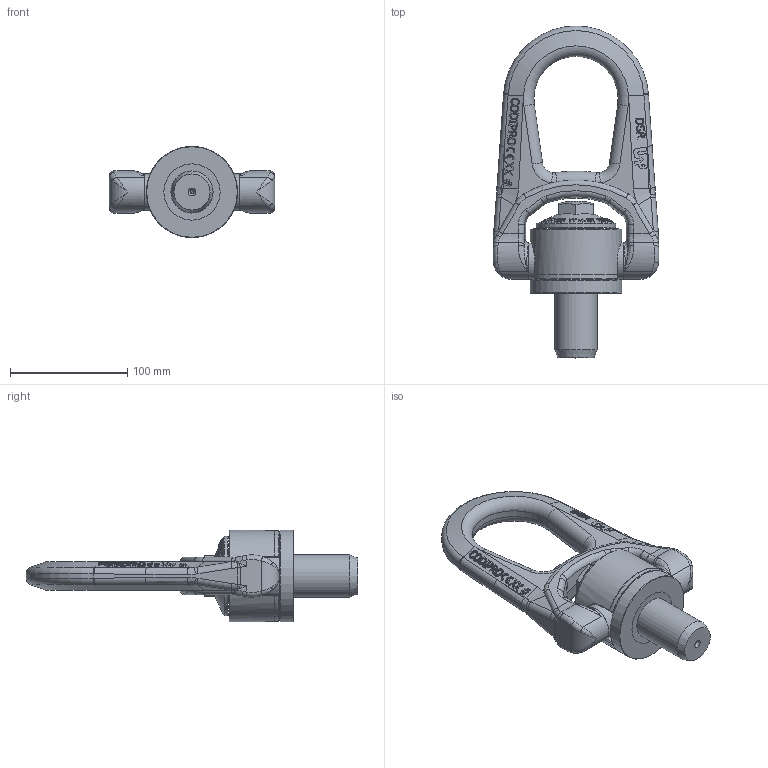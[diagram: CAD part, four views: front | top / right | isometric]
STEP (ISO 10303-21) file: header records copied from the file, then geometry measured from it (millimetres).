
FILE_DESCRIPTION(/* description */ (''),/* implementation_level */ '2;1');
FILE_NAME(/* name */ 'DSR M36 UP.stp',/* time_stamp */ '2017-09-06T13:31:14+02:00',/* author */ ('rklenes'),/* organization */ (''),/* preprocessor_version */ 'ST-DEVELOPER v16.5',/* originating_system */ 'Autodesk Inventor 2017',/* authorisation */ '');
FILE_SCHEMA (('AUTOMOTIVE_DESIGN { 1 0 10303 214 3 1 1 }'));
Length unit declared in the file: millimetre
Products named in the file (5): DSR M36; DRB_B3B; DRE_D4M36A_UP; DRA_M36X110_UP; DRM_AF4B
Assembly tree (4 placements, depth 2):
  DSR M36
    DRB_B3B
    DRE_D4M36A_UP
    DRA_M36X110_UP
    DRM_AF4B
Bounding box: 141.43 x 283.7 x 78 mm (x, y, z)
Volume: 692360.1 mm3; surface area: 122160.7 mm2
Topology: 4 solids, 4 shells, 836 faces, 2180 edges, 1389 vertices
Faces by surface type: plane 369, bspline 276, cylinder 89, cone 59, torus 42, sphere 1
Full cylindrical faces by diameter (mm): 3.15 x1, 30.8 x2, 36 x4, 36.2 x1, 45.6 x2, 46 x2, 62 x1, 68 x1, 78 x2
Entity records: 30478 total; most frequent: CARTESIAN_POINT 11883, ORIENTED_EDGE 4256, DIRECTION 3062, EDGE_CURVE 2128, VERTEX_POINT 1383, LINE 1036, VECTOR 1036, AXIS2_PLACEMENT_3D 1013
